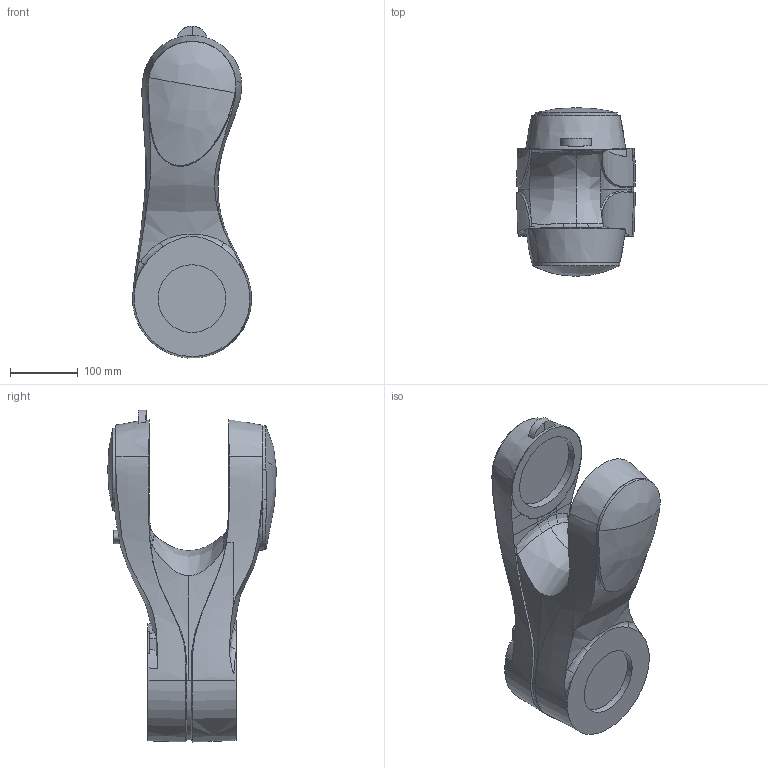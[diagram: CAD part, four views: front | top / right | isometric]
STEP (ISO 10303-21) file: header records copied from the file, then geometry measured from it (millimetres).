
FILE_DESCRIPTION(/* description */ (''),/* implementation_level */ '2;1');
FILE_NAME(/* name */ '实体14.stp',/* time_stamp */ '2020-04-16T14:51:42+08:00',/* author */ ('Administrator'),/* organization */ (''),/* preprocessor_version */ 'ST-DEVELOPER v16.13',/* originating_system */ 'Autodesk Inventor 2018',/* authorisation */ '');
FILE_SCHEMA (('AUTOMOTIVE_DESIGN { 1 0 10303 214 3 1 1 }'));
Length unit declared in the file: millimetre
Products named in the file (1): 实体14
Bounding box: 175.77 x 249 x 490.23 mm (x, y, z)
Volume: 7363324.2 mm3; surface area: 332500.5 mm2
Topology: 1 solids, 2 shells, 156 faces, 412 edges, 271 vertices
Faces by surface type: bspline 69, plane 49, cylinder 22, cone 13, torus 2, sphere 1
Full cylindrical faces by diameter (mm): 4 x2, 8.4 x1, 100 x2, 110 x1, 114 x1
Entity records: 11353 total; most frequent: CARTESIAN_POINT 7793, ORIENTED_EDGE 790, DIRECTION 549, EDGE_CURVE 395, VERTEX_POINT 265, AXIS2_PLACEMENT_3D 241, EDGE_LOOP 178, B_SPLINE_CURVE_WITH_KNOTS 174
